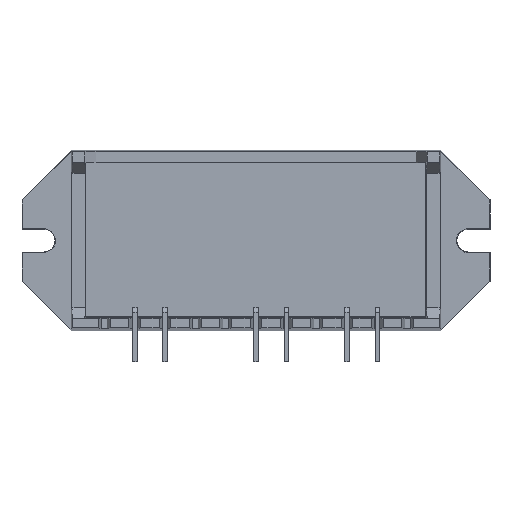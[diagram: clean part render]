
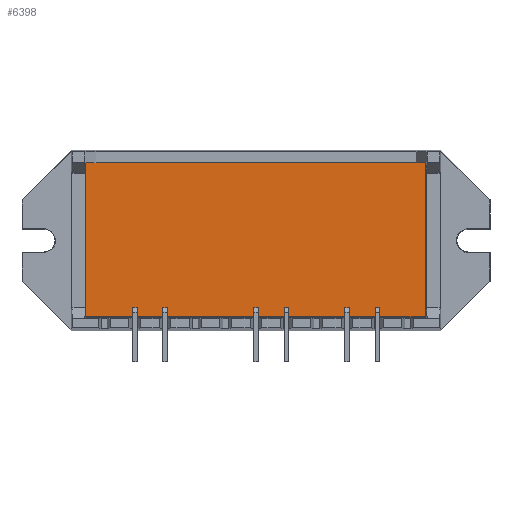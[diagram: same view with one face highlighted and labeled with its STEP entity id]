
A CAD part, top view. The second image highlights one B-rep face of the part: STEP entity #6398.
In plain terms, the highlighted planar face has unit normal (0, 0, 1).
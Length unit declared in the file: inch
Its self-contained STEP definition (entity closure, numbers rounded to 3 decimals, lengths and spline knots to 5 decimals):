
#5610 = EDGE_CURVE ( 'NONE', #5713, #5719, #10337, .T. ) ;
#5701 = ORIENTED_EDGE ( 'NONE', *, *, #5738, .T. ) ;
#5705 = EDGE_CURVE ( 'NONE', #5741, #5728, #10604, .T. ) ;
#5713 = VERTEX_POINT ( 'NONE', #10597 ) ;
#5715 = EDGE_CURVE ( 'NONE', #5728, #5713, #10595, .T. ) ;
#5719 = VERTEX_POINT ( 'NONE', #10591 ) ;
#5728 = VERTEX_POINT ( 'NONE', #10667 ) ;
#5735 = ORIENTED_EDGE ( 'NONE', *, *, #5705, .T. ) ;
#5737 = ORIENTED_EDGE ( 'NONE', *, *, #5715, .T. ) ;
#5738 = EDGE_CURVE ( 'NONE', #5719, #5741, #10465, .T. ) ;
#5739 = ORIENTED_EDGE ( 'NONE', *, *, #5610, .T. ) ;
#5741 = VERTEX_POINT ( 'NONE', #10642 ) ;
#5744 = EDGE_LOOP ( 'NONE', ( #5737, #5739, #5701, #5735 ) ) ;
#5766 = FACE_OUTER_BOUND ( 'NONE', #5744, .T. ) ;
#5801 = PLANE ( 'NONE',  #5815 ) ;
#5815 = AXIS2_PLACEMENT_3D ( 'NONE', #5849, #5848, #5847 ) ;
#5847 = DIRECTION ( 'NONE',  ( 0., -1., 0. ) ) ;
#5848 = DIRECTION ( 'NONE',  ( 0., 0., 1. ) ) ;
#5849 = CARTESIAN_POINT ( 'NONE',  ( -0.97538, 0.59549, 0.31284 ) ) ;
#6398 = ADVANCED_FACE ( 'NONE', ( #5766 ), #5801, .T. ) ;
#10239 = DIRECTION ( 'NONE',  ( 0., -1., 0. ) ) ;
#10337 = LINE ( 'NONE', #10393, #10392 ) ;
#10391 = DIRECTION ( 'NONE',  ( -1., 0., 0. ) ) ;
#10392 = VECTOR ( 'NONE', #10391, 39.37008 ) ;
#10393 = CARTESIAN_POINT ( 'NONE',  ( 0.14492, 0.59549, 0.31284 ) ) ;
#10445 = CARTESIAN_POINT ( 'NONE',  ( -0.97538, 0.08819, 0.31284 ) ) ;
#10464 = VECTOR ( 'NONE', #10239, 39.37008 ) ;
#10465 = LINE ( 'NONE', #10445, #10464 ) ;
#10558 = CARTESIAN_POINT ( 'NONE',  ( 0.14492, -0.41912, 0.31284 ) ) ;
#10591 = CARTESIAN_POINT ( 'NONE',  ( -0.97538, 0.59549, 0.31284 ) ) ;
#10592 = DIRECTION ( 'NONE',  ( 0., 1., 0. ) ) ;
#10593 = VECTOR ( 'NONE', #10592, 39.37008 ) ;
#10594 = CARTESIAN_POINT ( 'NONE',  ( 1.26523, 0.08819, 0.31284 ) ) ;
#10595 = LINE ( 'NONE', #10594, #10593 ) ;
#10597 = CARTESIAN_POINT ( 'NONE',  ( 1.26523, 0.59549, 0.31284 ) ) ;
#10602 = DIRECTION ( 'NONE',  ( 1., 0., 0. ) ) ;
#10603 = VECTOR ( 'NONE', #10602, 39.37008 ) ;
#10604 = LINE ( 'NONE', #10558, #10603 ) ;
#10642 = CARTESIAN_POINT ( 'NONE',  ( -0.97538, -0.41912, 0.31284 ) ) ;
#10667 = CARTESIAN_POINT ( 'NONE',  ( 1.26523, -0.41912, 0.31284 ) ) ;
